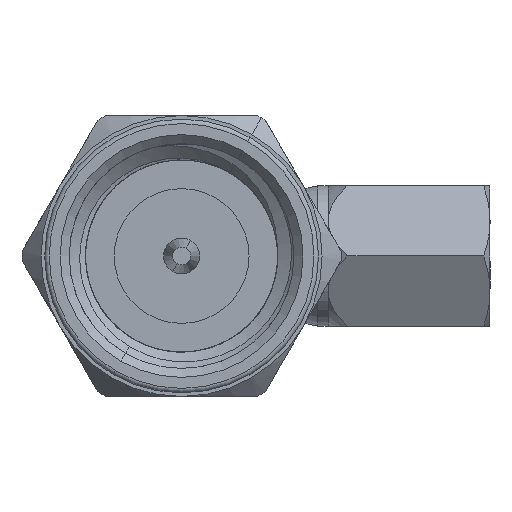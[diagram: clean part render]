
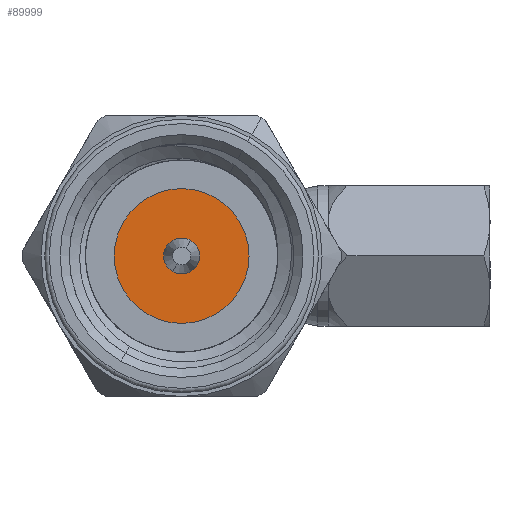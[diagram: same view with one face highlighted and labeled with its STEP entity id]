
A CAD part, front view. The second image highlights one B-rep face of the part: STEP entity #89999.
In plain terms, the highlighted face is planar.
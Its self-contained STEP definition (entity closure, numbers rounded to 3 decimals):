
#2649 = CARTESIAN_POINT ( 'NONE',  ( -18.288, 0., -1.905 ) ) ;
#3629 = EDGE_CURVE ( 'NONE', #103590, #12839, #56461, .T. ) ;
#12803 = VERTEX_POINT ( 'NONE', #46950 ) ;
#12839 = VERTEX_POINT ( 'NONE', #37691 ) ;
#17658 = CARTESIAN_POINT ( 'NONE',  ( -18.288, 3.867, 0. ) ) ;
#18370 = EDGE_CURVE ( 'NONE', #12803, #44015, #100938, .T. ) ;
#18552 = EDGE_LOOP ( 'NONE', ( #27859, #23307 ) ) ;
#18740 = EDGE_LOOP ( 'NONE', ( #50300, #46342 ) ) ;
#22613 = AXIS2_PLACEMENT_3D ( 'NONE', #73639, #73983, #82081 ) ;
#23307 = ORIENTED_EDGE ( 'NONE', *, *, #18370, .T. ) ;
#25952 = DIRECTION ( 'NONE',  ( 0., 0., 1. ) ) ;
#27859 = ORIENTED_EDGE ( 'NONE', *, *, #96512, .T. ) ;
#29426 = CARTESIAN_POINT ( 'NONE',  ( -18.288, 0., 0. ) ) ;
#30801 = DIRECTION ( 'NONE',  ( 0., 0., 1. ) ) ;
#32870 = DIRECTION ( 'NONE',  ( -1., 0., 0. ) ) ;
#37691 = CARTESIAN_POINT ( 'NONE',  ( -18.288, 0., -0.508 ) ) ;
#39352 = PLANE ( 'NONE',  #99974 ) ;
#43393 = CARTESIAN_POINT ( 'NONE',  ( -18.288, 0., 0. ) ) ;
#44015 = VERTEX_POINT ( 'NONE', #2649 ) ;
#44561 = AXIS2_PLACEMENT_3D ( 'NONE', #29426, #45859, #55358 ) ;
#45859 = DIRECTION ( 'NONE',  ( -1., 0., 0. ) ) ;
#46342 = ORIENTED_EDGE ( 'NONE', *, *, #3629, .F. ) ;
#46950 = CARTESIAN_POINT ( 'NONE',  ( -18.288, 0., 1.905 ) ) ;
#50300 = ORIENTED_EDGE ( 'NONE', *, *, #57580, .F. ) ;
#55358 = DIRECTION ( 'NONE',  ( 0., 0., 1. ) ) ;
#56461 = CIRCLE ( 'NONE', #102146, 0.508 ) ;
#57580 = EDGE_CURVE ( 'NONE', #12839, #103590, #102754, .T. ) ;
#58418 = FACE_OUTER_BOUND ( 'NONE', #18552, .T. ) ;
#59598 = DIRECTION ( 'NONE',  ( -1., 0., 0. ) ) ;
#59840 = CARTESIAN_POINT ( 'NONE',  ( -18.288, 0., 0.508 ) ) ;
#62137 = FACE_BOUND ( 'NONE', #18740, .T. ) ;
#66538 = DIRECTION ( 'NONE',  ( 0., 0., 1. ) ) ;
#66956 = AXIS2_PLACEMENT_3D ( 'NONE', #43393, #59598, #25952 ) ;
#73639 = CARTESIAN_POINT ( 'NONE',  ( -18.288, 0., 0. ) ) ;
#73983 = DIRECTION ( 'NONE',  ( -1., 0., 0. ) ) ;
#79021 = DIRECTION ( 'NONE',  ( -1., 0., 0. ) ) ;
#79370 = CARTESIAN_POINT ( 'NONE',  ( -18.288, 0., 0. ) ) ;
#82081 = DIRECTION ( 'NONE',  ( 0., 0., 1. ) ) ;
#89999 = ADVANCED_FACE ( 'NONE', ( #58418, #62137 ), #39352, .T. ) ;
#92295 = CIRCLE ( 'NONE', #22613, 1.905 ) ;
#96512 = EDGE_CURVE ( 'NONE', #44015, #12803, #92295, .T. ) ;
#99974 = AXIS2_PLACEMENT_3D ( 'NONE', #17658, #32870, #66538 ) ;
#100938 = CIRCLE ( 'NONE', #44561, 1.905 ) ;
#102146 = AXIS2_PLACEMENT_3D ( 'NONE', #79370, #79021, #30801 ) ;
#102754 = CIRCLE ( 'NONE', #66956, 0.508 ) ;
#103590 = VERTEX_POINT ( 'NONE', #59840 ) ;
